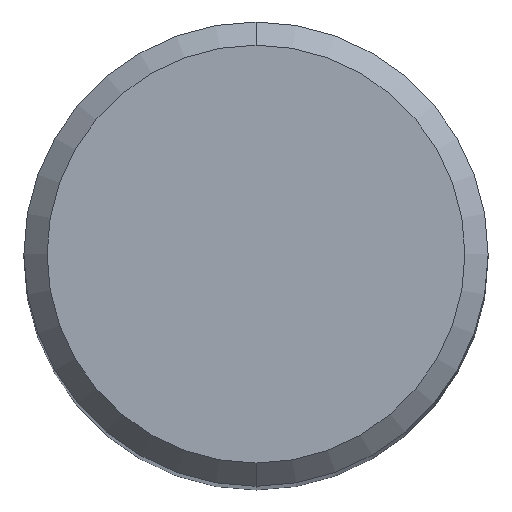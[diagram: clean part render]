
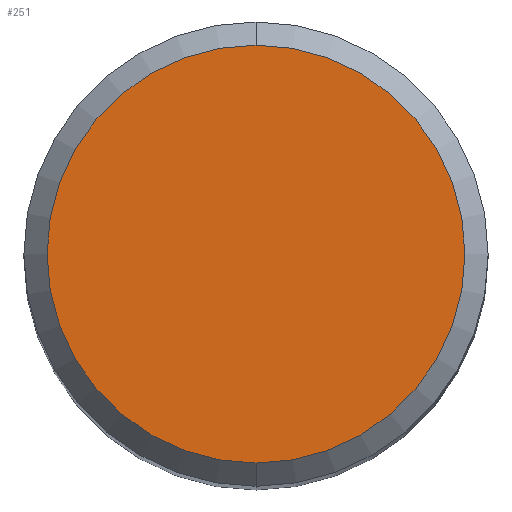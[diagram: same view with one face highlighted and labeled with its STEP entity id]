
A CAD part, top view. The second image highlights one B-rep face of the part: STEP entity #251.
In plain terms, the highlighted planar face has unit normal (0, 0, 1).
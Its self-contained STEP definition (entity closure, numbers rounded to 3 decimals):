
#223=EDGE_CURVE('',#275,#331,#534,.T.);
#251=ADVANCED_FACE('',(#563),#564,.T.);
#275=VERTEX_POINT('',#590);
#331=VERTEX_POINT('',#651);
#407=EDGE_CURVE('',#331,#275,#737,.T.);
#534=CIRCLE('',#924,5.4);
#563=FACE_OUTER_BOUND('',#967,.T.);
#564=PLANE('',#968);
#590=CARTESIAN_POINT('',(0.,-5.4,0.0));
#651=CARTESIAN_POINT('',(0.0,5.4,0.0));
#737=CIRCLE('',#1380,5.4);
#924=AXIS2_PLACEMENT_3D('',#1552,#1553,#1554);
#967=EDGE_LOOP('',(#1587,#1588));
#968=AXIS2_PLACEMENT_3D('',#1589,#1590,#1591);
#1380=AXIS2_PLACEMENT_3D('',#1786,#1787,#1788);
#1552=CARTESIAN_POINT('',(0.0,0.0,0.0));
#1553=DIRECTION('',(0.0,0.0,-1.0));
#1554=DIRECTION('',(0.0,1.0,0.0));
#1587=ORIENTED_EDGE('',*,*,#407,.F.);
#1588=ORIENTED_EDGE('',*,*,#223,.F.);
#1589=CARTESIAN_POINT('',(0.0,2.7,0.0));
#1590=DIRECTION('',(-0.0,0.0,1.0));
#1591=DIRECTION('',(0.0,-1.0,0.0));
#1786=CARTESIAN_POINT('',(0.0,0.0,0.0));
#1787=DIRECTION('',(0.0,0.0,-1.0));
#1788=DIRECTION('',(0.0,1.0,0.0));
